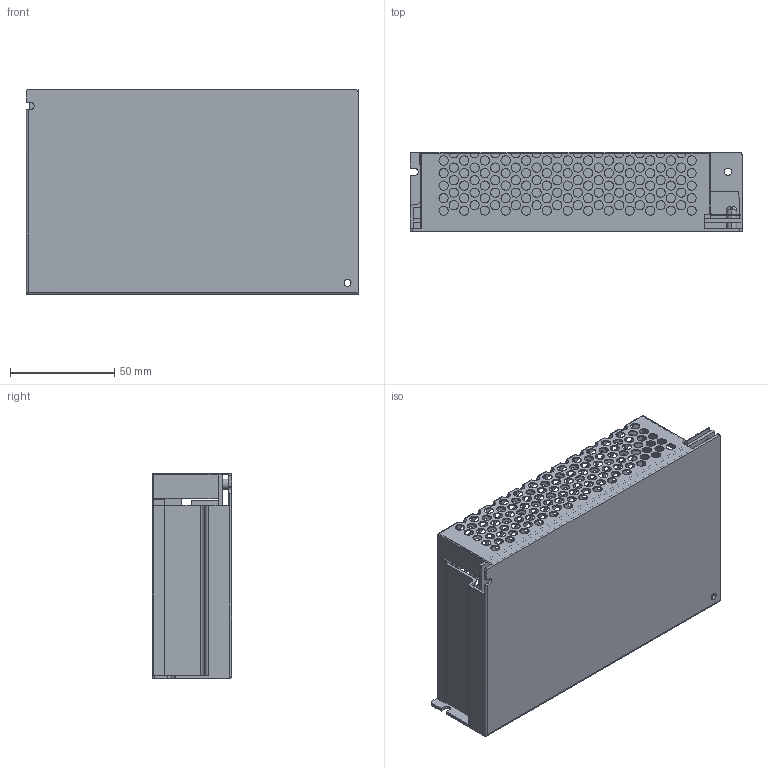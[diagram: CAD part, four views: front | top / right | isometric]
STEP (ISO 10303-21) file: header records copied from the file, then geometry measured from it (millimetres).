
FILE_DESCRIPTION (( 'STEP AP203' ), '1' );
FILE_NAME ('MPS-50W-5.襟.STEP', '2024-06-25T07:32:59', ( '' ), ( '' ), 'SwSTEP 2.0', 'SolidWorks 2021', '' );
FILE_SCHEMA (( 'CONFIG_CONTROL_DESIGN' ));
Length unit declared in the file: millimetre
Products named in the file (1): MPS-50W-5.襟
Bounding box: 159 x 38 x 98 mm (x, y, z)
Volume: 73148.5 mm3; surface area: 112971.8 mm2
Topology: 1 solids, 2 shells, 1383 faces, 4032 edges, 2646 vertices
Faces by surface type: cylinder 1126, plane 250, sphere 4, torus 3
Entity records: 48948 total; most frequent: DIRECTION 8846, CARTESIAN_POINT 8467, ORIENTED_EDGE 8052, EDGE_CURVE 4026, AXIS2_PLACEMENT_3D 3547, VERTEX_POINT 2644, EDGE_LOOP 2394, CIRCLE 2163
